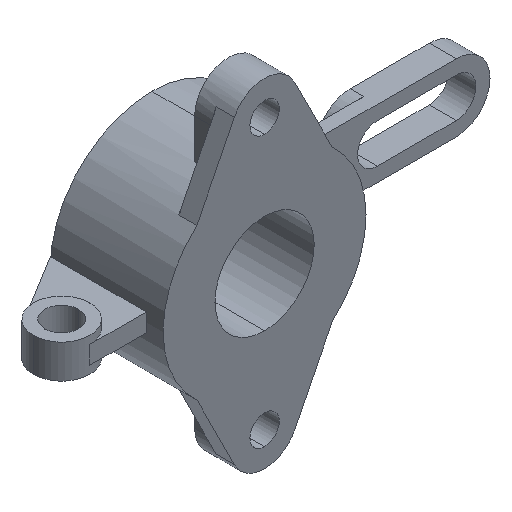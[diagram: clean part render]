
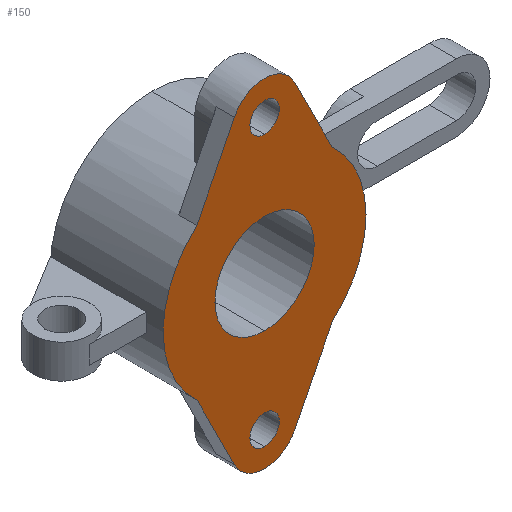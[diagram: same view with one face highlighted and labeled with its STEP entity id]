
A CAD part, isometric view. The second image highlights one B-rep face of the part: STEP entity #150.
In plain terms, the highlighted planar face has unit normal (0, -1, 0).
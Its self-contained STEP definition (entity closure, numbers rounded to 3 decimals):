
#11 = DIRECTION ( 'NONE',  ( 0., 0., 1. ) ) ;
#15 = ORIENTED_EDGE ( 'NONE', *, *, #1265, .F. ) ;
#21 = AXIS2_PLACEMENT_3D ( 'NONE', #1484, #845, #319 ) ;
#38 = CARTESIAN_POINT ( 'NONE',  ( 0., 0., -22. ) ) ;
#52 = AXIS2_PLACEMENT_3D ( 'NONE', #1456, #709, #578 ) ;
#62 = AXIS2_PLACEMENT_3D ( 'NONE', #1407, #236, #1694 ) ;
#65 = CARTESIAN_POINT ( 'NONE',  ( 0., 0., 60. ) ) ;
#83 = CIRCLE ( 'NONE', #725, 15. ) ;
#102 = DIRECTION ( 'NONE',  ( -0.447, 0., 0.894 ) ) ;
#103 = CIRCLE ( 'NONE', #62, 6.5 ) ;
#106 = CARTESIAN_POINT ( 'NONE',  ( 0., 0., -60. ) ) ;
#112 = DIRECTION ( 'NONE',  ( 0., 1., 0. ) ) ;
#118 = DIRECTION ( 'NONE',  ( 0., 0., 1. ) ) ;
#144 = EDGE_CURVE ( 'NONE', #1388, #464, #1530, .T. ) ;
#149 = CARTESIAN_POINT ( 'NONE',  ( -30., 0., 33.541 ) ) ;
#150 = ADVANCED_FACE ( 'NONE', ( #793, #1430, #394, #1063 ), #1420, .F. ) ;
#168 = EDGE_CURVE ( 'NONE', #354, #247, #103, .T. ) ;
#180 = DIRECTION ( 'NONE',  ( -0.447, 0., -0.894 ) ) ;
#199 = EDGE_CURVE ( 'NONE', #464, #842, #83, .T. ) ;
#226 = ORIENTED_EDGE ( 'NONE', *, *, #1405, .T. ) ;
#230 = CARTESIAN_POINT ( 'NONE',  ( 13.416, 0., -66.708 ) ) ;
#236 = DIRECTION ( 'NONE',  ( 0., 1., 0. ) ) ;
#241 = CARTESIAN_POINT ( 'NONE',  ( 0., 0., 22. ) ) ;
#245 = CIRCLE ( 'NONE', #468, 15. ) ;
#247 = VERTEX_POINT ( 'NONE', #1704 ) ;
#251 = CARTESIAN_POINT ( 'NONE',  ( 0., 0., 0. ) ) ;
#255 = EDGE_LOOP ( 'NONE', ( #557, #15 ) ) ;
#265 = ORIENTED_EDGE ( 'NONE', *, *, #324, .F. ) ;
#272 = CIRCLE ( 'NONE', #52, 45. ) ;
#278 = DIRECTION ( 'NONE',  ( 0., -1., 0. ) ) ;
#292 = VERTEX_POINT ( 'NONE', #666 ) ;
#311 = AXIS2_PLACEMENT_3D ( 'NONE', #611, #1651, #1152 ) ;
#319 = DIRECTION ( 'NONE',  ( 0., 0., 1. ) ) ;
#321 = CIRCLE ( 'NONE', #1661, 6.5 ) ;
#324 = EDGE_CURVE ( 'NONE', #1524, #804, #1606, .T. ) ;
#334 = EDGE_CURVE ( 'NONE', #788, #292, #1020, .T. ) ;
#354 = VERTEX_POINT ( 'NONE', #946 ) ;
#355 = LINE ( 'NONE', #629, #980 ) ;
#383 = ORIENTED_EDGE ( 'NONE', *, *, #144, .F. ) ;
#385 = CARTESIAN_POINT ( 'NONE',  ( -13.416, 0., 66.708 ) ) ;
#393 = VERTEX_POINT ( 'NONE', #719 ) ;
#394 = FACE_BOUND ( 'NONE', #255, .T. ) ;
#405 = EDGE_CURVE ( 'NONE', #393, #655, #245, .T. ) ;
#410 = VECTOR ( 'NONE', #456, 1000. ) ;
#420 = CARTESIAN_POINT ( 'NONE',  ( 37.416, 0., 18.708 ) ) ;
#456 = DIRECTION ( 'NONE',  ( 0.447, 0., 0.894 ) ) ;
#464 = VERTEX_POINT ( 'NONE', #1383 ) ;
#468 = AXIS2_PLACEMENT_3D ( 'NONE', #1644, #711, #1238 ) ;
#522 = CIRCLE ( 'NONE', #746, 22. ) ;
#523 = DIRECTION ( 'NONE',  ( 0., 1., 0. ) ) ;
#539 = EDGE_CURVE ( 'NONE', #393, #1524, #1485, .T. ) ;
#548 = DIRECTION ( 'NONE',  ( 0., 0., -1. ) ) ;
#550 = EDGE_CURVE ( 'NONE', #1637, #1679, #272, .T. ) ;
#551 = CARTESIAN_POINT ( 'NONE',  ( 30., 0., -33.541 ) ) ;
#552 = AXIS2_PLACEMENT_3D ( 'NONE', #652, #278, #548 ) ;
#557 = ORIENTED_EDGE ( 'NONE', *, *, #334, .F. ) ;
#560 = CARTESIAN_POINT ( 'NONE',  ( -30., 0., -33.541 ) ) ;
#578 = DIRECTION ( 'NONE',  ( 0., 0., 1. ) ) ;
#611 = CARTESIAN_POINT ( 'NONE',  ( 0., 0., -60. ) ) ;
#629 = CARTESIAN_POINT ( 'NONE',  ( -37.416, 0., -18.708 ) ) ;
#643 = CARTESIAN_POINT ( 'NONE',  ( 0., 0., 0. ) ) ;
#652 = CARTESIAN_POINT ( 'NONE',  ( 0., 0., 60. ) ) ;
#655 = VERTEX_POINT ( 'NONE', #385 ) ;
#658 = CIRCLE ( 'NONE', #21, 22. ) ;
#660 = ORIENTED_EDGE ( 'NONE', *, *, #1502, .T. ) ;
#666 = CARTESIAN_POINT ( 'NONE',  ( 0., 0., 66.5 ) ) ;
#709 = DIRECTION ( 'NONE',  ( 0., 1., 0. ) ) ;
#711 = DIRECTION ( 'NONE',  ( 0., -1., 0. ) ) ;
#719 = CARTESIAN_POINT ( 'NONE',  ( 13.416, 0., 66.708 ) ) ;
#722 = CARTESIAN_POINT ( 'NONE',  ( -13.416, 0., -66.708 ) ) ;
#725 = AXIS2_PLACEMENT_3D ( 'NONE', #934, #523, #783 ) ;
#746 = AXIS2_PLACEMENT_3D ( 'NONE', #1592, #1413, #11 ) ;
#747 = ORIENTED_EDGE ( 'NONE', *, *, #1473, .T. ) ;
#783 = DIRECTION ( 'NONE',  ( 0., 0., 1. ) ) ;
#786 = CARTESIAN_POINT ( 'NONE',  ( 0., 0., 53.5 ) ) ;
#788 = VERTEX_POINT ( 'NONE', #786 ) ;
#793 = FACE_OUTER_BOUND ( 'NONE', #847, .T. ) ;
#804 = VERTEX_POINT ( 'NONE', #551 ) ;
#824 = ORIENTED_EDGE ( 'NONE', *, *, #539, .F. ) ;
#842 = VERTEX_POINT ( 'NONE', #722 ) ;
#843 = CIRCLE ( 'NONE', #311, 6.5 ) ;
#845 = DIRECTION ( 'NONE',  ( 0., 1., 0. ) ) ;
#847 = EDGE_LOOP ( 'NONE', ( #383, #226, #265, #824, #1469, #1518, #1624, #1310, #1318 ) ) ;
#850 = EDGE_LOOP ( 'NONE', ( #1475, #747 ) ) ;
#908 = DIRECTION ( 'NONE',  ( 0., 0., 1. ) ) ;
#934 = CARTESIAN_POINT ( 'NONE',  ( 0., 0., -60. ) ) ;
#946 = CARTESIAN_POINT ( 'NONE',  ( 0., 0., -66.5 ) ) ;
#967 = EDGE_LOOP ( 'NONE', ( #1604, #660 ) ) ;
#980 = VECTOR ( 'NONE', #102, 1000. ) ;
#1020 = CIRCLE ( 'NONE', #552, 6.5 ) ;
#1028 = VECTOR ( 'NONE', #180, 1000. ) ;
#1063 = FACE_BOUND ( 'NONE', #850, .T. ) ;
#1135 = VERTEX_POINT ( 'NONE', #241 ) ;
#1145 = AXIS2_PLACEMENT_3D ( 'NONE', #251, #1316, #118 ) ;
#1152 = DIRECTION ( 'NONE',  ( 0., 0., 1. ) ) ;
#1167 = AXIS2_PLACEMENT_3D ( 'NONE', #106, #112, #908 ) ;
#1171 = CARTESIAN_POINT ( 'NONE',  ( 37.416, 0., -18.708 ) ) ;
#1180 = DIRECTION ( 'NONE',  ( 0., 1., 0. ) ) ;
#1187 = AXIS2_PLACEMENT_3D ( 'NONE', #643, #1180, #1581 ) ;
#1238 = DIRECTION ( 'NONE',  ( 0., 0., -1. ) ) ;
#1245 = LINE ( 'NONE', #1472, #1028 ) ;
#1252 = DIRECTION ( 'NONE',  ( 0., -1., 0. ) ) ;
#1265 = EDGE_CURVE ( 'NONE', #292, #788, #321, .T. ) ;
#1287 = EDGE_CURVE ( 'NONE', #655, #1679, #1245, .T. ) ;
#1310 = ORIENTED_EDGE ( 'NONE', *, *, #1376, .F. ) ;
#1316 = DIRECTION ( 'NONE',  ( 0., 1., 0. ) ) ;
#1318 = ORIENTED_EDGE ( 'NONE', *, *, #199, .F. ) ;
#1346 = EDGE_CURVE ( 'NONE', #1689, #1135, #658, .T. ) ;
#1368 = DIRECTION ( 'NONE',  ( 0., 0., -1. ) ) ;
#1376 = EDGE_CURVE ( 'NONE', #842, #1637, #355, .T. ) ;
#1381 = LINE ( 'NONE', #1171, #410 ) ;
#1383 = CARTESIAN_POINT ( 'NONE',  ( 0., 0., -75. ) ) ;
#1388 = VERTEX_POINT ( 'NONE', #230 ) ;
#1405 = EDGE_CURVE ( 'NONE', #1388, #804, #1381, .T. ) ;
#1407 = CARTESIAN_POINT ( 'NONE',  ( 0., 0., -60. ) ) ;
#1413 = DIRECTION ( 'NONE',  ( 0., 1., 0. ) ) ;
#1420 = PLANE ( 'NONE',  #1187 ) ;
#1430 = FACE_BOUND ( 'NONE', #967, .T. ) ;
#1456 = CARTESIAN_POINT ( 'NONE',  ( 0., 0., 0. ) ) ;
#1469 = ORIENTED_EDGE ( 'NONE', *, *, #405, .T. ) ;
#1472 = CARTESIAN_POINT ( 'NONE',  ( -37.416, 0., 18.708 ) ) ;
#1473 = EDGE_CURVE ( 'NONE', #247, #354, #843, .T. ) ;
#1475 = ORIENTED_EDGE ( 'NONE', *, *, #168, .T. ) ;
#1484 = CARTESIAN_POINT ( 'NONE',  ( 0., 0., 0. ) ) ;
#1485 = LINE ( 'NONE', #420, #1646 ) ;
#1502 = EDGE_CURVE ( 'NONE', #1135, #1689, #522, .T. ) ;
#1518 = ORIENTED_EDGE ( 'NONE', *, *, #1287, .T. ) ;
#1524 = VERTEX_POINT ( 'NONE', #1583 ) ;
#1530 = CIRCLE ( 'NONE', #1167, 15. ) ;
#1581 = DIRECTION ( 'NONE',  ( 0., 0., 1. ) ) ;
#1583 = CARTESIAN_POINT ( 'NONE',  ( 30., 0., 33.541 ) ) ;
#1592 = CARTESIAN_POINT ( 'NONE',  ( 0., 0., 0. ) ) ;
#1604 = ORIENTED_EDGE ( 'NONE', *, *, #1346, .T. ) ;
#1606 = CIRCLE ( 'NONE', #1145, 45. ) ;
#1613 = DIRECTION ( 'NONE',  ( 0.447, 0., -0.894 ) ) ;
#1624 = ORIENTED_EDGE ( 'NONE', *, *, #550, .F. ) ;
#1637 = VERTEX_POINT ( 'NONE', #560 ) ;
#1644 = CARTESIAN_POINT ( 'NONE',  ( 0., 0., 60. ) ) ;
#1646 = VECTOR ( 'NONE', #1613, 1000. ) ;
#1651 = DIRECTION ( 'NONE',  ( 0., 1., 0. ) ) ;
#1661 = AXIS2_PLACEMENT_3D ( 'NONE', #65, #1252, #1368 ) ;
#1679 = VERTEX_POINT ( 'NONE', #149 ) ;
#1689 = VERTEX_POINT ( 'NONE', #38 ) ;
#1694 = DIRECTION ( 'NONE',  ( 0., 0., 1. ) ) ;
#1704 = CARTESIAN_POINT ( 'NONE',  ( 0., 0., -53.5 ) ) ;
